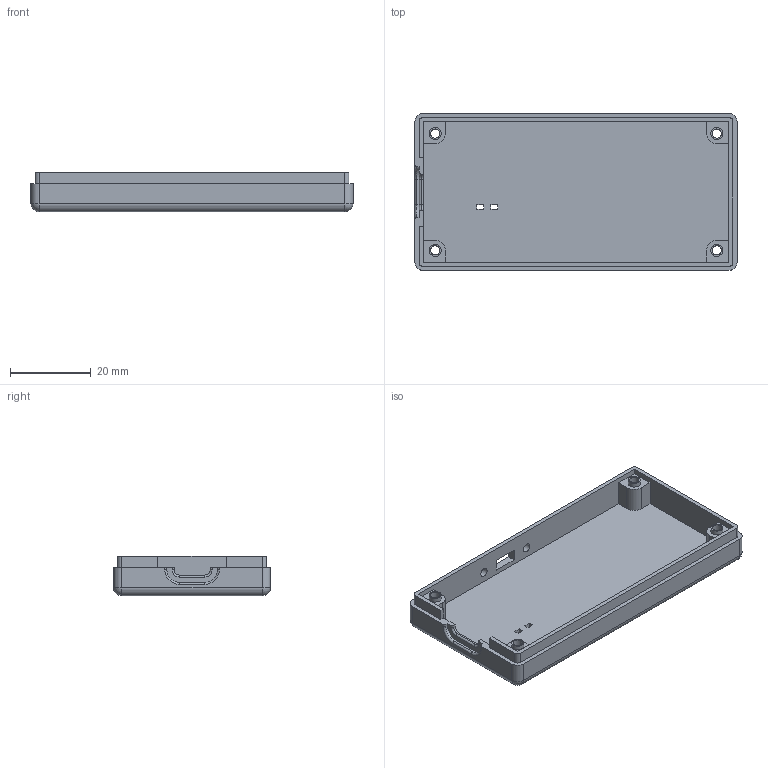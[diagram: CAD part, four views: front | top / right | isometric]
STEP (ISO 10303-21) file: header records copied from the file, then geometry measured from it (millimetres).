
FILE_DESCRIPTION(/* description */ (''),/* implementation_level */ '2;1');
FILE_NAME(/* name */ 'Bottom.step',/* time_stamp */ '2024-04-06T00:45:42+03:00',/* author */ (''),/* organization */ (''),/* preprocessor_version */ 'ST-DEVELOPER v20',/* originating_system */ 'Autodesk Translation Framework v12.20.1.177',/* authorisation */ '');
FILE_SCHEMA (('AUTOMOTIVE_DESIGN { 1 0 10303 214 3 1 1 }'));
Length unit declared in the file: millimetre
Products named in the file (1): SpaceInvadersCase
Bounding box: 80 x 39 x 9.8 mm (x, y, z)
Volume: 9318.9 mm3; surface area: 10250.4 mm2
Topology: 1 solids, 1 shells, 124 faces, 312 edges, 200 vertices
Faces by surface type: plane 74, cylinder 40, torus 4, sphere 4, cone 2
Full cylindrical faces by diameter (mm): 2.2 x2, 2.3 x4, 3 x4, 4 x4
Entity records: 3769 total; most frequent: DIRECTION 648, CARTESIAN_POINT 637, ORIENTED_EDGE 624, EDGE_CURVE 312, LINE 226, VECTOR 226, AXIS2_PLACEMENT_3D 211, VERTEX_POINT 200
